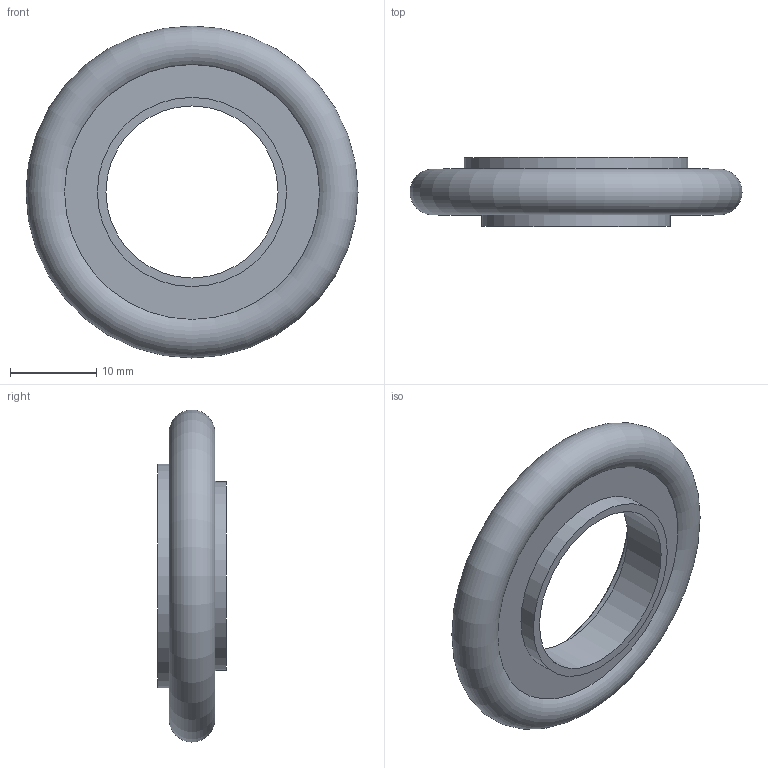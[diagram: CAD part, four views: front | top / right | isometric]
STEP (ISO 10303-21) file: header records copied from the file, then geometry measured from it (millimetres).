
FILE_DESCRIPTION(/* description */ (''),/* implementation_level */ '2;1');
FILE_NAME(/* name */ 'FL-CRSV25-20KF.stp',/* time_stamp */ '2018-03-12T13:53:51+00:00',/* author */ ('paul'),/* organization */ (''),/* preprocessor_version */ 'ST-DEVELOPER v17',/* originating_system */ 'Autodesk Inventor 2018',/* authorisation */ '');
FILE_SCHEMA (('AUTOMOTIVE_DESIGN { 1 0 10303 214 3 1 1 }'));
Length unit declared in the file: millimetre
Products named in the file (3): FL-CRSV25-20KF; o ring carrier 20-25; Oring BS320
Assembly tree (2 placements, depth 2):
  FL-CRSV25-20KF
    o ring carrier 20-25
    Oring BS320
Bounding box: 38.6 x 8 x 38.6 mm (x, y, z)
Volume: 3725.9 mm3; surface area: 3718.7 mm2
Topology: 2 solids, 2 shells, 13 faces, 34 edges, 26 vertices
Faces by surface type: plane 5, torus 4, cylinder 4
Full cylindrical faces by diameter (mm): 20 x1, 22 x1, 25 x1, 26 x1
Entity records: 556 total; most frequent: DIRECTION 100, CARTESIAN_POINT 78, ORIENTED_EDGE 68, AXIS2_PLACEMENT_3D 48, EDGE_CURVE 34, CIRCLE 30, VERTEX_POINT 26, EDGE_LOOP 18
